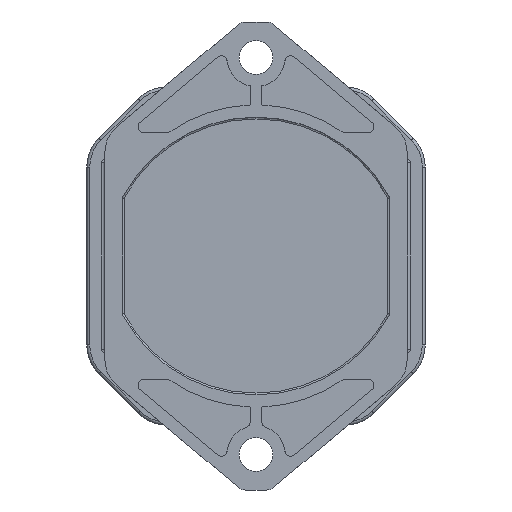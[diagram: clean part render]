
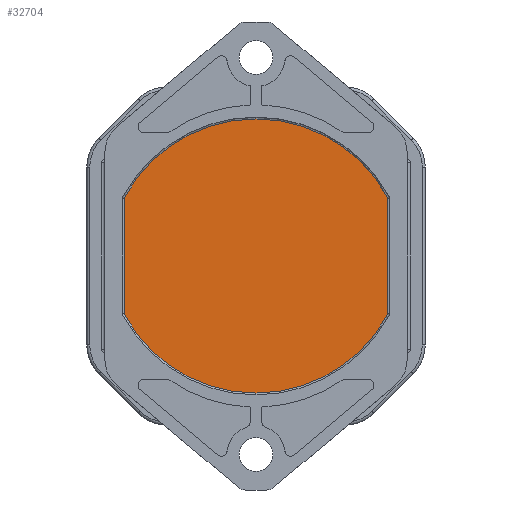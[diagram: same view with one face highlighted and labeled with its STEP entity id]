
A CAD part, front view. The second image highlights one B-rep face of the part: STEP entity #32704.
In plain terms, the highlighted face is planar.
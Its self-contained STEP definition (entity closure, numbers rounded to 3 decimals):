
#27420=CARTESIAN_POINT('',(24.824,1.05,
0.4));
#27432=CARTESIAN_POINT('',(44.676,1.05,
0.4));
#27434=DIRECTION('',(-1.,0.,0.));
#27435=VECTOR('',#27434,19.851);
#27436=CARTESIAN_POINT('',(44.676,1.05,
0.4));
#27437=LINE('',#27436,#27435);
#27456=CARTESIAN_POINT('',(44.676,46.45,
0.4));
#27476=DIRECTION('',(1.,0.,0.));
#27477=VECTOR('',#27476,19.851);
#27478=CARTESIAN_POINT('',(24.824,46.45,
0.4));
#27479=LINE('',#27478,#27477);
#27480=CARTESIAN_POINT('',(36.874,23.75,0.4));
#27481=DIRECTION('',(0.,0.,1.));
#27482=DIRECTION('',(-0.469,0.883,0.));
#27483=AXIS2_PLACEMENT_3D('',#27480,#27481,#27482);
#27485=CARTESIAN_POINT('',(36.874,23.75,0.4));
#27486=DIRECTION('',(0.,0.,1.));
#27487=DIRECTION('',(-1.,0.,0.));
#27488=AXIS2_PLACEMENT_3D('',#27485,#27486,#27487);
#27490=CARTESIAN_POINT('',(32.626,23.75,0.4));
#27491=DIRECTION('',(0.,0.,1.));
#27492=DIRECTION('',(0.469,-0.883,0.));
#27493=AXIS2_PLACEMENT_3D('',#27490,#27491,#27492);
#27495=CARTESIAN_POINT('',(32.626,23.75,0.4));
#27496=DIRECTION('',(0.,0.,1.));
#27497=DIRECTION('',(1.,0.,0.));
#27498=AXIS2_PLACEMENT_3D('',#27495,#27496,#27497);
#28786=CARTESIAN_POINT('',(11.174,23.75,0.4));
#28787=VERTEX_POINT('',#28786);
#28788=CARTESIAN_POINT('',(24.824,46.45,
0.4));
#28789=VERTEX_POINT('',#28788);
#28790=VERTEX_POINT('',#27420);
#28793=VERTEX_POINT('',#27432);
#28798=VERTEX_POINT('',#27456);
#28799=CARTESIAN_POINT('',(58.326,23.75,
0.4));
#28800=VERTEX_POINT('',#28799);
#32691=CARTESIAN_POINT('',(32.626,23.75,0.4));
#32692=DIRECTION('',(0.,0.,-1.));
#32693=DIRECTION('',(-1.,0.,0.));
#32694=AXIS2_PLACEMENT_3D('',#32691,#32692,#32693);
#32695=PLANE('',#32694);
#32696=ORIENTED_EDGE('',*,*,#32674,.F.);
#32697=ORIENTED_EDGE('',*,*,#32581,.T.);
#32698=ORIENTED_EDGE('',*,*,#32597,.T.);
#32699=ORIENTED_EDGE('',*,*,#32613,.F.);
#32700=ORIENTED_EDGE('',*,*,#32658,.T.);
#32701=ORIENTED_EDGE('',*,*,#32656,.T.);
#32702=EDGE_LOOP('',(#32696,#32697,#32698,#32699,#32700,#32701));
#32703=FACE_OUTER_BOUND('',#32702,.F.);
#32704=ADVANCED_FACE('',(#32703),#32695,.T.);
#27484=CIRCLE('',#27483,25.7);
#27489=CIRCLE('',#27488,25.7);
#27494=CIRCLE('',#27493,25.7);
#27499=CIRCLE('',#27498,25.7);
#32581=EDGE_CURVE('',#28789,#28787,#27484,.T.);
#32597=EDGE_CURVE('',#28787,#28790,#27489,.T.);
#32613=EDGE_CURVE('',#28793,#28790,#27437,.T.);
#32656=EDGE_CURVE('',#28800,#28798,#27499,.T.);
#32658=EDGE_CURVE('',#28793,#28800,#27494,.T.);
#32674=EDGE_CURVE('',#28789,#28798,#27479,.T.);
